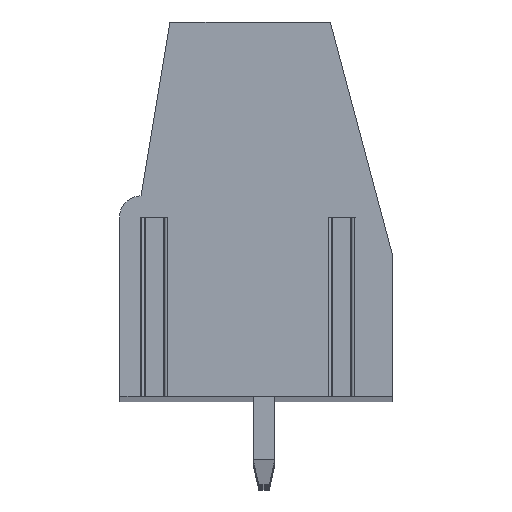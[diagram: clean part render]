
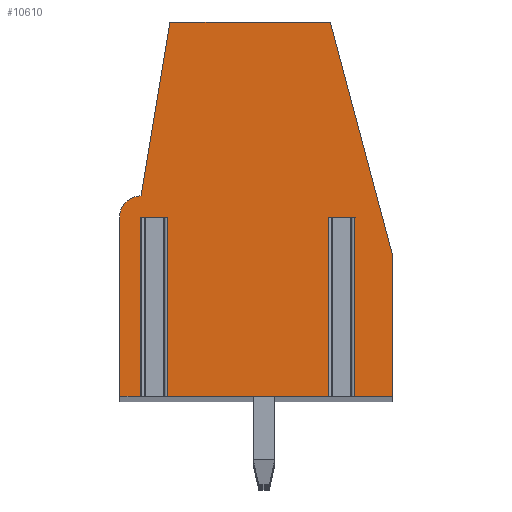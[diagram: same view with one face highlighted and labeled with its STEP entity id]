
A CAD part, top view. The second image highlights one B-rep face of the part: STEP entity #10610.
In plain terms, the highlighted planar face has unit normal (0, 0, 1).
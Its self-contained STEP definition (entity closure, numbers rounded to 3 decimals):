
#35=DIRECTION('',(1.,0.,0.));
#36=VECTOR('',#35,0.958);
#37=CARTESIAN_POINT('',(-3.979,1.095,116.25));
#38=LINE('',#37,#36);
#39=DIRECTION('',(0.,1.,0.));
#40=VECTOR('',#39,6.7);
#41=CARTESIAN_POINT('',(-3.979,-5.605,116.25));
#42=LINE('',#41,#40);
#43=DIRECTION('',(-1.,0.,0.));
#44=VECTOR('',#43,0.821);
#45=CARTESIAN_POINT('',(-3.979,-5.605,116.25));
#46=LINE('',#45,#44);
#47=DIRECTION('',(0.,1.,0.));
#48=VECTOR('',#47,6.7);
#49=CARTESIAN_POINT('',(-4.8,-5.605,116.25));
#50=LINE('',#49,#48);
#51=CARTESIAN_POINT('',(-4.,1.095,116.25));
#52=DIRECTION('',(0.,0.,-1.));
#53=DIRECTION('',(-1.,0.,0.));
#54=AXIS2_PLACEMENT_3D('',#51,#52,#53);
#56=DIRECTION('',(0.164,0.986,0.));
#57=VECTOR('',#56,6.589);
#58=CARTESIAN_POINT('',(-3.999,1.895,116.25));
#59=LINE('',#58,#57);
#60=DIRECTION('',(1.,0.,0.));
#61=VECTOR('',#60,6.);
#62=CARTESIAN_POINT('',(-2.92,8.395,116.25));
#63=LINE('',#62,#61);
#64=DIRECTION('',(0.258,-0.966,0.));
#65=VECTOR('',#64,9.004);
#66=CARTESIAN_POINT('',(3.08,8.395,116.25));
#67=LINE('',#66,#65);
#68=DIRECTION('',(0.,-1.,0.));
#69=VECTOR('',#68,5.3);
#70=CARTESIAN_POINT('',(5.4,-0.305,116.25));
#71=LINE('',#70,#69);
#72=DIRECTION('',(-1.,0.,0.));
#73=VECTOR('',#72,1.421);
#74=CARTESIAN_POINT('',(5.4,-5.605,116.25));
#75=LINE('',#74,#73);
#76=DIRECTION('',(0.,1.,0.));
#77=VECTOR('',#76,6.7);
#78=CARTESIAN_POINT('',(3.979,-5.605,116.25));
#79=LINE('',#78,#77);
#80=DIRECTION('',(1.,0.,0.));
#81=VECTOR('',#80,0.958);
#82=CARTESIAN_POINT('',(3.021,1.095,116.25));
#83=LINE('',#82,#81);
#84=DIRECTION('',(0.,1.,0.));
#85=VECTOR('',#84,6.7);
#86=CARTESIAN_POINT('',(3.021,-5.605,116.25));
#87=LINE('',#86,#85);
#88=DIRECTION('',(-1.,0.,0.));
#89=VECTOR('',#88,6.042);
#90=CARTESIAN_POINT('',(3.021,-5.605,116.25));
#91=LINE('',#90,#89);
#92=DIRECTION('',(0.,1.,0.));
#93=VECTOR('',#92,6.7);
#94=CARTESIAN_POINT('',(-3.021,-5.605,116.25));
#95=LINE('',#94,#93);
#8257=CARTESIAN_POINT('',(-3.999,1.895,116.25));
#8258=CARTESIAN_POINT('',(-2.92,8.395,116.25));
#8259=VERTEX_POINT('',#8257);
#8260=VERTEX_POINT('',#8258);
#8261=CARTESIAN_POINT('',(-4.8,1.095,116.25));
#8262=VERTEX_POINT('',#8261);
#8263=CARTESIAN_POINT('',(-4.8,-5.605,116.25));
#8264=VERTEX_POINT('',#8263);
#8265=CARTESIAN_POINT('',(5.4,-0.305,116.25));
#8266=CARTESIAN_POINT('',(5.4,-5.605,116.25));
#8267=VERTEX_POINT('',#8265);
#8268=VERTEX_POINT('',#8266);
#8269=CARTESIAN_POINT('',(3.08,8.395,116.25));
#8270=VERTEX_POINT('',#8269);
#8357=CARTESIAN_POINT('',(-3.979,1.095,116.25));
#8358=CARTESIAN_POINT('',(-3.021,1.095,116.25));
#8359=VERTEX_POINT('',#8357);
#8360=VERTEX_POINT('',#8358);
#8361=CARTESIAN_POINT('',(3.021,1.095,116.25));
#8362=CARTESIAN_POINT('',(3.979,1.095,116.25));
#8363=VERTEX_POINT('',#8361);
#8364=VERTEX_POINT('',#8362);
#8365=CARTESIAN_POINT('',(3.021,-5.605,116.25));
#8366=VERTEX_POINT('',#8365);
#8367=CARTESIAN_POINT('',(3.979,-5.605,116.25));
#8368=VERTEX_POINT('',#8367);
#8369=CARTESIAN_POINT('',(-3.979,-5.605,116.25));
#8370=VERTEX_POINT('',#8369);
#8371=CARTESIAN_POINT('',(-3.021,-5.605,116.25));
#8372=VERTEX_POINT('',#8371);
#10573=CARTESIAN_POINT('',(0.,0.,116.25));
#10574=DIRECTION('',(0.,0.,1.));
#10575=DIRECTION('',(1.,0.,0.));
#10576=AXIS2_PLACEMENT_3D('',#10573,#10574,#10575);
#10577=PLANE('',#10576);
#10579=ORIENTED_EDGE('',*,*,#10578,.F.);
#10581=ORIENTED_EDGE('',*,*,#10580,.F.);
#10583=ORIENTED_EDGE('',*,*,#10582,.T.);
#10585=ORIENTED_EDGE('',*,*,#10584,.T.);
#10587=ORIENTED_EDGE('',*,*,#10586,.T.);
#10589=ORIENTED_EDGE('',*,*,#10588,.T.);
#10591=ORIENTED_EDGE('',*,*,#10590,.T.);
#10593=ORIENTED_EDGE('',*,*,#10592,.T.);
#10595=ORIENTED_EDGE('',*,*,#10594,.T.);
#10597=ORIENTED_EDGE('',*,*,#10596,.T.);
#10599=ORIENTED_EDGE('',*,*,#10598,.T.);
#10601=ORIENTED_EDGE('',*,*,#10600,.F.);
#10603=ORIENTED_EDGE('',*,*,#10602,.F.);
#10605=ORIENTED_EDGE('',*,*,#10604,.T.);
#10607=ORIENTED_EDGE('',*,*,#10606,.T.);
#10608=EDGE_LOOP('',(#10579,#10581,#10583,#10585,#10587,#10589,#10591,#10593,
#10595,#10597,#10599,#10601,#10603,#10605,#10607));
#10609=FACE_OUTER_BOUND('',#10608,.F.);
#55=CIRCLE('',#54,0.8);
#10578=EDGE_CURVE('',#8359,#8360,#38,.T.);
#10580=EDGE_CURVE('',#8370,#8359,#42,.T.);
#10582=EDGE_CURVE('',#8370,#8264,#46,.T.);
#10584=EDGE_CURVE('',#8264,#8262,#50,.T.);
#10586=EDGE_CURVE('',#8262,#8259,#55,.T.);
#10588=EDGE_CURVE('',#8259,#8260,#59,.T.);
#10590=EDGE_CURVE('',#8260,#8270,#63,.T.);
#10592=EDGE_CURVE('',#8270,#8267,#67,.T.);
#10594=EDGE_CURVE('',#8267,#8268,#71,.T.);
#10596=EDGE_CURVE('',#8268,#8368,#75,.T.);
#10598=EDGE_CURVE('',#8368,#8364,#79,.T.);
#10600=EDGE_CURVE('',#8363,#8364,#83,.T.);
#10602=EDGE_CURVE('',#8366,#8363,#87,.T.);
#10604=EDGE_CURVE('',#8366,#8372,#91,.T.);
#10606=EDGE_CURVE('',#8372,#8360,#95,.T.);
#10610=ADVANCED_FACE('',(#10609),#10577,.T.);
